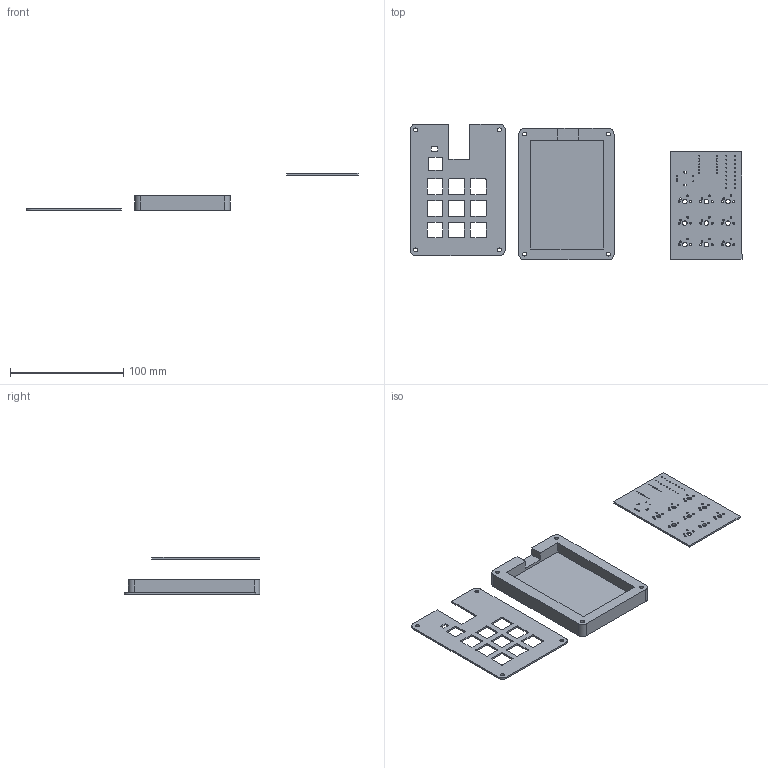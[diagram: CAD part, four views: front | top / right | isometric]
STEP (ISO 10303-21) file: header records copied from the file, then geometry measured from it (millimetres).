
FILE_DESCRIPTION(/* description */ (''),/* implementation_level */ '2;1');
FILE_NAME(/* name */ 'PC Macro Controller by SPNAL.step',/* time_stamp */ '2025-12-04T18:07:13+01:00',/* author */ (''),/* organization */ (''),/* preprocessor_version */ 'ST-DEVELOPER v20.1',/* originating_system */ 'Autodesk Translation Framework v14.21.0.0',/* authorisation */ '');
FILE_SCHEMA (('AUTOMOTIVE_DESIGN { 1 0 10303 214 3 1 1 }'));
Length unit declared in the file: millimetre
Products named in the file (5): 2025-12-03-22-49-32-489; 2025-12-03-22-50-22-045; 2025-12-03-23-43-37-068; 2025-12-04-13-20-51-500; 2025-12-04-13-20-51-502
Assembly tree (4 placements, depth 3):
  2025-12-03-22-49-32-489
    2025-12-03-22-50-22-045
    2025-12-03-23-43-37-068
    2025-12-04-13-20-51-500
      2025-12-04-13-20-51-502
Bounding box: 293.16 x 119.72 x 32.96 mm (x, y, z)
Volume: 82285.2 mm3; surface area: 56835.8 mm2
Topology: 3 solids, 3 shells, 669 faces, 1878 edges, 1252 vertices
Faces by surface type: bspline 283, plane 244, cylinder 142
Full cylindrical faces by diameter (mm): 0.8 x18, 0.889 x14, 1 x5, 1.5 x18, 1.7 x18, 3.4 x8, 4 x9, 6 x4
Entity records: 24762 total; most frequent: CARTESIAN_POINT 8619, ORIENTED_EDGE 3756, DIRECTION 2386, EDGE_CURVE 1878, VERTEX_POINT 1252, LINE 1028, VECTOR 1028, EDGE_LOOP 912
